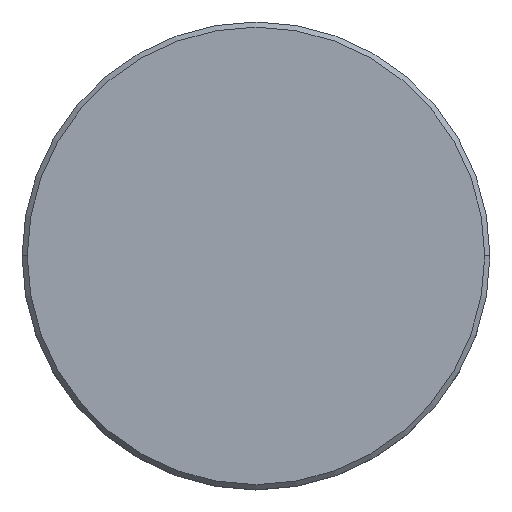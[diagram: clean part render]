
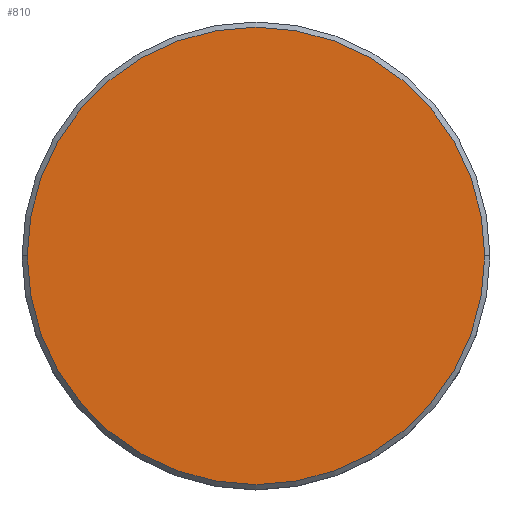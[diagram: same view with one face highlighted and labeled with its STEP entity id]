
A CAD part, top view. The second image highlights one B-rep face of the part: STEP entity #810.
In plain terms, the highlighted planar face has unit normal (0, 0, 1).
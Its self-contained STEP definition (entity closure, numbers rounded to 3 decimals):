
#115 = FACE_OUTER_BOUND ( 'NONE', #993, .T. ) ;
#134 = DIRECTION ( 'NONE',  ( 1., 0., 0. ) ) ;
#189 = VERTEX_POINT ( 'NONE', #206 ) ;
#206 = CARTESIAN_POINT ( 'NONE',  ( -22., 0., 0. ) ) ;
#217 = EDGE_CURVE ( 'NONE', #387, #189, #594, .T. ) ;
#252 = CARTESIAN_POINT ( 'NONE',  ( 22., 0., 0. ) ) ;
#311 = AXIS2_PLACEMENT_3D ( 'NONE', #657, #507, #672 ) ;
#326 = AXIS2_PLACEMENT_3D ( 'NONE', #543, #1027, #959 ) ;
#365 = DIRECTION ( 'NONE',  ( 0., 0., 1. ) ) ;
#387 = VERTEX_POINT ( 'NONE', #252 ) ;
#425 = ORIENTED_EDGE ( 'NONE', *, *, #587, .T. ) ;
#443 = CARTESIAN_POINT ( 'NONE',  ( 0., 0., 0. ) ) ;
#507 = DIRECTION ( 'NONE',  ( 0., 0., 1. ) ) ;
#543 = CARTESIAN_POINT ( 'NONE',  ( 0., 0., 0. ) ) ;
#584 = ORIENTED_EDGE ( 'NONE', *, *, #217, .T. ) ;
#587 = EDGE_CURVE ( 'NONE', #189, #387, #829, .T. ) ;
#594 = CIRCLE ( 'NONE', #326, 22. ) ;
#657 = CARTESIAN_POINT ( 'NONE',  ( 0., 0., 0. ) ) ;
#672 = DIRECTION ( 'NONE',  ( 1., 0., 0. ) ) ;
#810 = ADVANCED_FACE ( 'NONE', ( #115 ), #924, .T. ) ;
#829 = CIRCLE ( 'NONE', #311, 22. ) ;
#924 = PLANE ( 'NONE',  #1003 ) ;
#959 = DIRECTION ( 'NONE',  ( 1., 0., 0. ) ) ;
#993 = EDGE_LOOP ( 'NONE', ( #425, #584 ) ) ;
#1003 = AXIS2_PLACEMENT_3D ( 'NONE', #443, #365, #134 ) ;
#1027 = DIRECTION ( 'NONE',  ( 0., 0., 1. ) ) ;
